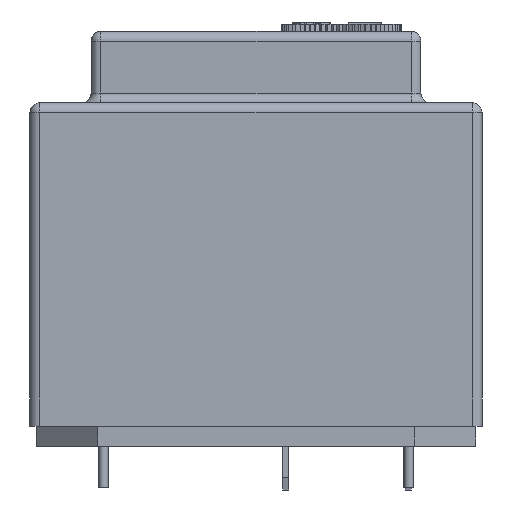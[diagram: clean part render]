
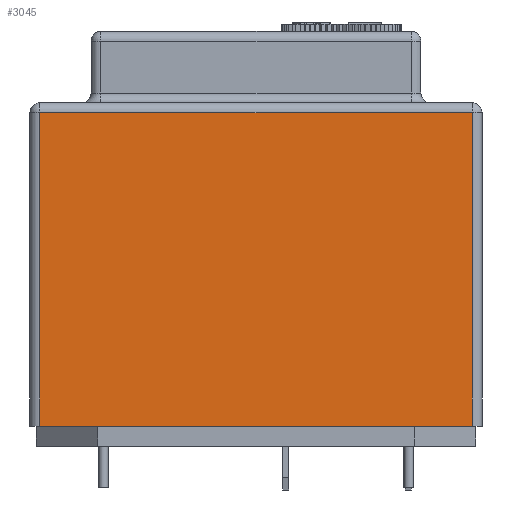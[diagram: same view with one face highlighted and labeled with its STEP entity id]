
A CAD part, left-side view. The second image highlights one B-rep face of the part: STEP entity #3045.
In plain terms, the highlighted planar face has unit normal (-1, 0, 0).
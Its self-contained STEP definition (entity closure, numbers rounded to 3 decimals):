
#2174 = CYLINDRICAL_SURFACE('',#2175,0.8);
#2175 = AXIS2_PLACEMENT_3D('',#2176,#2177,#2178);
#2176 = CARTESIAN_POINT('',(-21.2,0.,25.655));
#2177 = DIRECTION('',(0.,1.,0.));
#2178 = DIRECTION('',(0.,-0.,1.));
#2448 = VERTEX_POINT('',#2449);
#2449 = CARTESIAN_POINT('',(-22.,17.7,25.655));
#2486 = CYLINDRICAL_SURFACE('',#2487,0.8);
#2487 = AXIS2_PLACEMENT_3D('',#2488,#2489,#2490);
#2488 = CARTESIAN_POINT('',(-21.2,17.7,32.3));
#2489 = DIRECTION('',(0.,0.,-1.));
#2490 = DIRECTION('',(-1.,0.,0.));
#2524 = EDGE_CURVE('',#2448,#2525,#2527,.T.);
#2525 = VERTEX_POINT('',#2526);
#2526 = CARTESIAN_POINT('',(-22.,-17.7,25.655));
#2527 = SURFACE_CURVE('',#2528,(#2532,#2539),.PCURVE_S1.);
#2528 = LINE('',#2529,#2530);
#2529 = CARTESIAN_POINT('',(-22.,18.5,25.655));
#2530 = VECTOR('',#2531,1.);
#2531 = DIRECTION('',(0.,-1.,0.));
#2532 = PCURVE('',#2174,#2533);
#2533 = DEFINITIONAL_REPRESENTATION('',(#2534),#2538);
#2534 = LINE('',#2535,#2536);
#2535 = CARTESIAN_POINT('',(4.712,18.5));
#2536 = VECTOR('',#2537,1.);
#2537 = DIRECTION('',(0.,-1.));
#2538 = ( GEOMETRIC_REPRESENTATION_CONTEXT(2) 
PARAMETRIC_REPRESENTATION_CONTEXT() REPRESENTATION_CONTEXT('2D SPACE',''
  ) );
#2539 = PCURVE('',#2540,#2545);
#2540 = PLANE('',#2541);
#2541 = AXIS2_PLACEMENT_3D('',#2542,#2543,#2544);
#2542 = CARTESIAN_POINT('',(-22.,18.5,32.3));
#2543 = DIRECTION('',(1.,0.,0.));
#2544 = DIRECTION('',(0.,0.,-1.));
#2545 = DEFINITIONAL_REPRESENTATION('',(#2546),#2550);
#2546 = LINE('',#2547,#2548);
#2547 = CARTESIAN_POINT('',(6.645,0.));
#2548 = VECTOR('',#2549,1.);
#2549 = DIRECTION('',(0.,-1.));
#2550 = ( GEOMETRIC_REPRESENTATION_CONTEXT(2) 
PARAMETRIC_REPRESENTATION_CONTEXT() REPRESENTATION_CONTEXT('2D SPACE',''
  ) );
#2623 = CYLINDRICAL_SURFACE('',#2624,0.8);
#2624 = AXIS2_PLACEMENT_3D('',#2625,#2626,#2627);
#2625 = CARTESIAN_POINT('',(-21.2,-17.7,32.3));
#2626 = DIRECTION('',(0.,0.,-1.));
#2627 = DIRECTION('',(-1.,0.,0.));
#2892 = PLANE('',#2893);
#2893 = AXIS2_PLACEMENT_3D('',#2894,#2895,#2896);
#2894 = CARTESIAN_POINT('',(0.,0.,0.));
#2895 = DIRECTION('',(0.,0.,1.));
#2896 = DIRECTION('',(1.,0.,-0.));
#3002 = VERTEX_POINT('',#3003);
#3003 = CARTESIAN_POINT('',(-22.,17.7,0.));
#3025 = EDGE_CURVE('',#2448,#3002,#3026,.T.);
#3026 = SURFACE_CURVE('',#3027,(#3031,#3038),.PCURVE_S1.);
#3027 = LINE('',#3028,#3029);
#3028 = CARTESIAN_POINT('',(-22.,17.7,32.3));
#3029 = VECTOR('',#3030,1.);
#3030 = DIRECTION('',(0.,0.,-1.));
#3031 = PCURVE('',#2486,#3032);
#3032 = DEFINITIONAL_REPRESENTATION('',(#3033),#3037);
#3033 = LINE('',#3034,#3035);
#3034 = CARTESIAN_POINT('',(0.,0.));
#3035 = VECTOR('',#3036,1.);
#3036 = DIRECTION('',(0.,1.));
#3037 = ( GEOMETRIC_REPRESENTATION_CONTEXT(2) 
PARAMETRIC_REPRESENTATION_CONTEXT() REPRESENTATION_CONTEXT('2D SPACE',''
  ) );
#3038 = PCURVE('',#2540,#3039);
#3039 = DEFINITIONAL_REPRESENTATION('',(#3040),#3044);
#3040 = LINE('',#3041,#3042);
#3041 = CARTESIAN_POINT('',(0.,-0.8));
#3042 = VECTOR('',#3043,1.);
#3043 = DIRECTION('',(1.,0.));
#3044 = ( GEOMETRIC_REPRESENTATION_CONTEXT(2) 
PARAMETRIC_REPRESENTATION_CONTEXT() REPRESENTATION_CONTEXT('2D SPACE',''
  ) );
#3045 = ADVANCED_FACE('',(#3046),#2540,.F.);
#3046 = FACE_BOUND('',#3047,.T.);
#3047 = EDGE_LOOP('',(#3048,#3071,#3092,#3093));
#3048 = ORIENTED_EDGE('',*,*,#3049,.T.);
#3049 = EDGE_CURVE('',#3002,#3050,#3052,.T.);
#3050 = VERTEX_POINT('',#3051);
#3051 = CARTESIAN_POINT('',(-22.,-17.7,0.));
#3052 = SURFACE_CURVE('',#3053,(#3057,#3064),.PCURVE_S1.);
#3053 = LINE('',#3054,#3055);
#3054 = CARTESIAN_POINT('',(-22.,18.5,0.));
#3055 = VECTOR('',#3056,1.);
#3056 = DIRECTION('',(0.,-1.,0.));
#3057 = PCURVE('',#2540,#3058);
#3058 = DEFINITIONAL_REPRESENTATION('',(#3059),#3063);
#3059 = LINE('',#3060,#3061);
#3060 = CARTESIAN_POINT('',(32.3,0.));
#3061 = VECTOR('',#3062,1.);
#3062 = DIRECTION('',(0.,-1.));
#3063 = ( GEOMETRIC_REPRESENTATION_CONTEXT(2) 
PARAMETRIC_REPRESENTATION_CONTEXT() REPRESENTATION_CONTEXT('2D SPACE',''
  ) );
#3064 = PCURVE('',#2892,#3065);
#3065 = DEFINITIONAL_REPRESENTATION('',(#3066),#3070);
#3066 = LINE('',#3067,#3068);
#3067 = CARTESIAN_POINT('',(-22.,18.5));
#3068 = VECTOR('',#3069,1.);
#3069 = DIRECTION('',(0.,-1.));
#3070 = ( GEOMETRIC_REPRESENTATION_CONTEXT(2) 
PARAMETRIC_REPRESENTATION_CONTEXT() REPRESENTATION_CONTEXT('2D SPACE',''
  ) );
#3071 = ORIENTED_EDGE('',*,*,#3072,.F.);
#3072 = EDGE_CURVE('',#2525,#3050,#3073,.T.);
#3073 = SURFACE_CURVE('',#3074,(#3078,#3085),.PCURVE_S1.);
#3074 = LINE('',#3075,#3076);
#3075 = CARTESIAN_POINT('',(-22.,-17.7,32.3));
#3076 = VECTOR('',#3077,1.);
#3077 = DIRECTION('',(0.,0.,-1.));
#3078 = PCURVE('',#2540,#3079);
#3079 = DEFINITIONAL_REPRESENTATION('',(#3080),#3084);
#3080 = LINE('',#3081,#3082);
#3081 = CARTESIAN_POINT('',(0.,-36.2));
#3082 = VECTOR('',#3083,1.);
#3083 = DIRECTION('',(1.,0.));
#3084 = ( GEOMETRIC_REPRESENTATION_CONTEXT(2) 
PARAMETRIC_REPRESENTATION_CONTEXT() REPRESENTATION_CONTEXT('2D SPACE',''
  ) );
#3085 = PCURVE('',#2623,#3086);
#3086 = DEFINITIONAL_REPRESENTATION('',(#3087),#3091);
#3087 = LINE('',#3088,#3089);
#3088 = CARTESIAN_POINT('',(6.283,0.));
#3089 = VECTOR('',#3090,1.);
#3090 = DIRECTION('',(0.,1.));
#3091 = ( GEOMETRIC_REPRESENTATION_CONTEXT(2) 
PARAMETRIC_REPRESENTATION_CONTEXT() REPRESENTATION_CONTEXT('2D SPACE',''
  ) );
#3092 = ORIENTED_EDGE('',*,*,#2524,.F.);
#3093 = ORIENTED_EDGE('',*,*,#3025,.T.);
